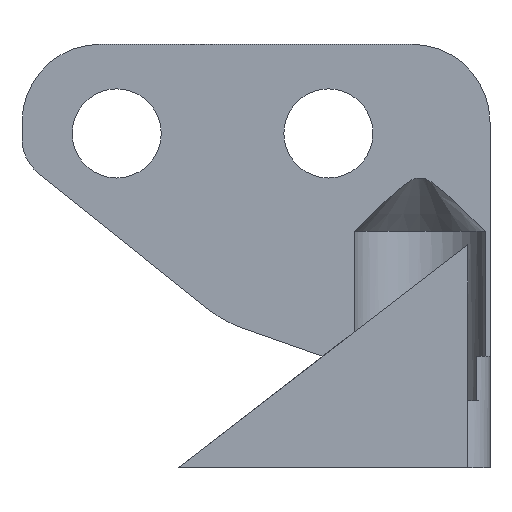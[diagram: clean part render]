
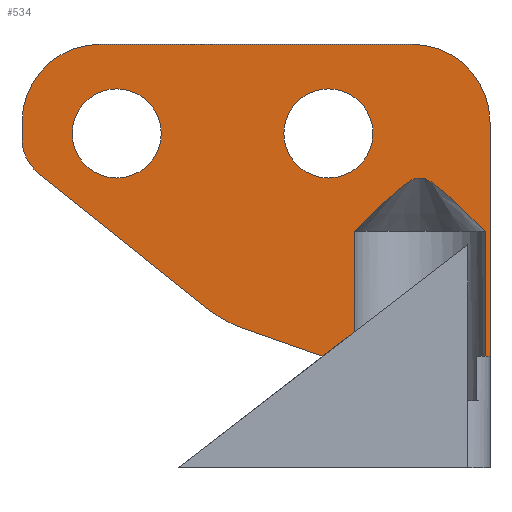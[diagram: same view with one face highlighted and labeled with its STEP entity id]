
A CAD part, front view. The second image highlights one B-rep face of the part: STEP entity #534.
In plain terms, the highlighted planar face has unit normal (0, -1, 0).
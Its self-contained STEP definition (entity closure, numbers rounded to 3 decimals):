
#16=(
BOUNDED_CURVE()
B_SPLINE_CURVE(2,(#849,#850,#851),.UNSPECIFIED.,.F.,.F.)
B_SPLINE_CURVE_WITH_KNOTS((3,3),(0.,0.372),.UNSPECIFIED.)
CURVE()
GEOMETRIC_REPRESENTATION_ITEM()
RATIONAL_B_SPLINE_CURVE((1.,1.61,1.))
REPRESENTATION_ITEM('')
);
#17=(
BOUNDED_CURVE()
B_SPLINE_CURVE(2,(#855,#856,#857),.UNSPECIFIED.,.F.,.F.)
B_SPLINE_CURVE_WITH_KNOTS((3,3),(0.,0.372),.UNSPECIFIED.)
CURVE()
GEOMETRIC_REPRESENTATION_ITEM()
RATIONAL_B_SPLINE_CURVE((1.,1.61,1.))
REPRESENTATION_ITEM('')
);
#20=FACE_BOUND('',#82,.T.);
#21=FACE_BOUND('',#83,.T.);
#29=PLANE('',#586);
#49=FACE_OUTER_BOUND('',#81,.T.);
#81=EDGE_LOOP('',(#392,#393,#394,#395,#396,#397,#398,#399,#400,#401,#402,
#403,#404,#405,#406,#407));
#82=EDGE_LOOP('',(#408));
#83=EDGE_LOOP('',(#409));
#116=LINE('',#807,#165);
#127=LINE('',#843,#176);
#128=LINE('',#845,#177);
#129=LINE('',#847,#178);
#130=LINE('',#853,#179);
#131=LINE('',#859,#180);
#132=LINE('',#861,#181);
#133=LINE('',#863,#182);
#134=LINE('',#867,#183);
#135=LINE('',#870,#184);
#165=VECTOR('',#643,10.);
#176=VECTOR('',#674,10.);
#177=VECTOR('',#675,10.);
#178=VECTOR('',#676,10.);
#179=VECTOR('',#677,10.);
#180=VECTOR('',#678,10.);
#181=VECTOR('',#679,10.);
#182=VECTOR('',#680,10.);
#183=VECTOR('',#683,10.);
#184=VECTOR('',#686,10.);
#210=CIRCLE('',#574,2.);
#217=CIRCLE('',#585,5.);
#218=CIRCLE('',#587,3.5);
#219=CIRCLE('',#588,3.5);
#220=CIRCLE('',#589,2.);
#221=CIRCLE('',#590,2.);
#236=VERTEX_POINT('',#794);
#237=VERTEX_POINT('',#795);
#241=VERTEX_POINT('',#805);
#255=VERTEX_POINT('',#838);
#256=VERTEX_POINT('',#842);
#257=VERTEX_POINT('',#844);
#258=VERTEX_POINT('',#846);
#259=VERTEX_POINT('',#848);
#260=VERTEX_POINT('',#852);
#261=VERTEX_POINT('',#854);
#262=VERTEX_POINT('',#858);
#263=VERTEX_POINT('',#860);
#264=VERTEX_POINT('',#862);
#265=VERTEX_POINT('',#864);
#266=VERTEX_POINT('',#866);
#267=VERTEX_POINT('',#868);
#268=VERTEX_POINT('',#871);
#269=VERTEX_POINT('',#873);
#287=EDGE_CURVE('',#236,#237,#210,.T.);
#293=EDGE_CURVE('',#236,#241,#116,.T.);
#309=EDGE_CURVE('',#255,#241,#217,.T.);
#310=EDGE_CURVE('',#256,#255,#127,.T.);
#311=EDGE_CURVE('',#257,#256,#128,.T.);
#312=EDGE_CURVE('',#257,#258,#129,.T.);
#313=EDGE_CURVE('',#259,#258,#16,.T.);
#314=EDGE_CURVE('',#259,#260,#130,.T.);
#315=EDGE_CURVE('',#261,#260,#17,.T.);
#316=EDGE_CURVE('',#261,#262,#131,.T.);
#317=EDGE_CURVE('',#263,#262,#132,.T.);
#318=EDGE_CURVE('',#263,#264,#133,.T.);
#319=EDGE_CURVE('',#265,#264,#218,.T.);
#320=EDGE_CURVE('',#266,#265,#134,.T.);
#321=EDGE_CURVE('',#267,#266,#219,.T.);
#322=EDGE_CURVE('',#237,#267,#135,.T.);
#323=EDGE_CURVE('',#268,#268,#220,.T.);
#324=EDGE_CURVE('',#269,#269,#221,.T.);
#392=ORIENTED_EDGE('',*,*,#287,.F.);
#393=ORIENTED_EDGE('',*,*,#293,.T.);
#394=ORIENTED_EDGE('',*,*,#309,.F.);
#395=ORIENTED_EDGE('',*,*,#310,.F.);
#396=ORIENTED_EDGE('',*,*,#311,.F.);
#397=ORIENTED_EDGE('',*,*,#312,.T.);
#398=ORIENTED_EDGE('',*,*,#313,.F.);
#399=ORIENTED_EDGE('',*,*,#314,.T.);
#400=ORIENTED_EDGE('',*,*,#315,.F.);
#401=ORIENTED_EDGE('',*,*,#316,.T.);
#402=ORIENTED_EDGE('',*,*,#317,.F.);
#403=ORIENTED_EDGE('',*,*,#318,.T.);
#404=ORIENTED_EDGE('',*,*,#319,.F.);
#405=ORIENTED_EDGE('',*,*,#320,.F.);
#406=ORIENTED_EDGE('',*,*,#321,.F.);
#407=ORIENTED_EDGE('',*,*,#322,.F.);
#408=ORIENTED_EDGE('',*,*,#323,.T.);
#409=ORIENTED_EDGE('',*,*,#324,.T.);
#534=ADVANCED_FACE('',(#49,#20,#21),#29,.T.);
#574=AXIS2_PLACEMENT_3D('',#796,#633,#634);
#585=AXIS2_PLACEMENT_3D('',#840,#670,#671);
#586=AXIS2_PLACEMENT_3D('',#841,#672,#673);
#587=AXIS2_PLACEMENT_3D('',#865,#681,#682);
#588=AXIS2_PLACEMENT_3D('',#869,#684,#685);
#589=AXIS2_PLACEMENT_3D('',#872,#687,#688);
#590=AXIS2_PLACEMENT_3D('',#874,#689,#690);
#633=DIRECTION('center_axis',(0.,1.,0.));
#634=DIRECTION('ref_axis',(-0.901,0.,-0.433));
#643=DIRECTION('',(0.781,0.,-0.625));
#670=DIRECTION('center_axis',(0.,1.,0.));
#671=DIRECTION('ref_axis',(-0.485,0.,-0.875));
#672=DIRECTION('center_axis',(0.,-1.,0.));
#673=DIRECTION('ref_axis',(1.,0.,0.));
#674=DIRECTION('',(-0.944,0.,0.331));
#675=DIRECTION('',(-1.,0.,0.));
#676=DIRECTION('',(0.,0.,1.));
#677=DIRECTION('',(1.,0.,0.));
#678=DIRECTION('',(0.,0.,-1.));
#679=DIRECTION('',(-1.,0.,0.));
#680=DIRECTION('',(0.,0.,1.));
#681=DIRECTION('center_axis',(0.,1.,0.));
#682=DIRECTION('ref_axis',(0.707,0.,0.707));
#683=DIRECTION('',(1.,0.,0.));
#684=DIRECTION('center_axis',(0.,1.,0.));
#685=DIRECTION('ref_axis',(-0.707,0.,0.707));
#686=DIRECTION('',(0.,0.,1.));
#687=DIRECTION('center_axis',(0.,1.,0.));
#688=DIRECTION('ref_axis',(-1.,0.,0.));
#689=DIRECTION('center_axis',(0.,1.,0.));
#690=DIRECTION('ref_axis',(-1.,0.,0.));
#794=CARTESIAN_POINT('',(-2.249,6.,13.2));
#795=CARTESIAN_POINT('',(-3.,6.,14.761));
#796=CARTESIAN_POINT('Origin',(-1.,6.,14.761));
#805=CARTESIAN_POINT('',(5.383,6.,7.094));
#807=CARTESIAN_POINT('',(-1.85,6.,12.88));
#838=CARTESIAN_POINT('',(6.851,6.,6.28));
#840=CARTESIAN_POINT('Origin',(8.506,6.,10.998));
#841=CARTESIAN_POINT('Origin',(-3.,6.,5.));
#842=CARTESIAN_POINT('',(10.5,6.,5.));
#843=CARTESIAN_POINT('',(3.377,6.,7.499));
#844=CARTESIAN_POINT('',(11.911,6.,5.));
#845=CARTESIAN_POINT('',(3.,6.,5.));
#846=CARTESIAN_POINT('',(11.911,6.,10.61));
#847=CARTESIAN_POINT('',(11.911,6.,5.));
#848=CARTESIAN_POINT('',(14.74,6.,13.));
#849=CARTESIAN_POINT('Ctrl Pts',(14.74,6.,13.));
#850=CARTESIAN_POINT('Ctrl Pts',(14.262,6.,12.914));
#851=CARTESIAN_POINT('Ctrl Pts',(11.911,6.,10.61));
#852=CARTESIAN_POINT('',(14.96,6.,13.));
#853=CARTESIAN_POINT('',(5.925,6.,13.));
#854=CARTESIAN_POINT('',(17.789,6.,10.61));
#855=CARTESIAN_POINT('Ctrl Pts',(17.789,6.,10.61));
#856=CARTESIAN_POINT('Ctrl Pts',(15.438,6.,12.914));
#857=CARTESIAN_POINT('Ctrl Pts',(14.96,6.,13.));
#858=CARTESIAN_POINT('',(17.789,6.,5.));
#859=CARTESIAN_POINT('',(17.789,6.,5.));
#860=CARTESIAN_POINT('',(18.,6.,5.));
#861=CARTESIAN_POINT('',(3.,6.,5.));
#862=CARTESIAN_POINT('',(18.,6.,15.5));
#863=CARTESIAN_POINT('',(18.,6.,5.));
#864=CARTESIAN_POINT('',(14.5,6.,19.));
#865=CARTESIAN_POINT('Origin',(14.5,6.,15.5));
#866=CARTESIAN_POINT('',(0.5,6.,19.));
#867=CARTESIAN_POINT('',(18.,6.,19.));
#868=CARTESIAN_POINT('',(-3.,6.,15.5));
#869=CARTESIAN_POINT('Origin',(0.5,6.,15.5));
#870=CARTESIAN_POINT('',(-3.,6.,5.));
#871=CARTESIAN_POINT('',(12.75,6.,15.));
#872=CARTESIAN_POINT('Origin',(10.75,6.,15.));
#873=CARTESIAN_POINT('',(3.25,6.,15.));
#874=CARTESIAN_POINT('Origin',(1.25,6.,15.));
